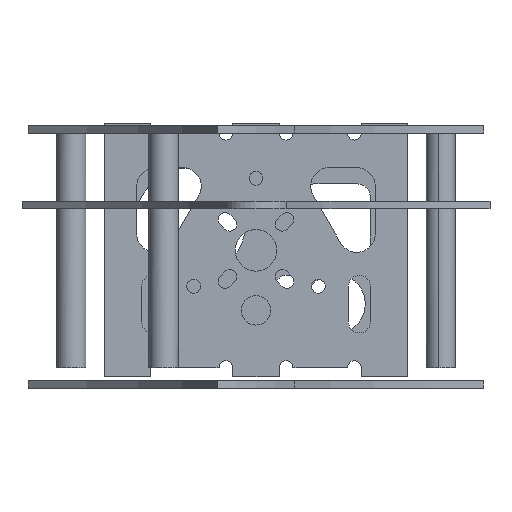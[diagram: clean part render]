
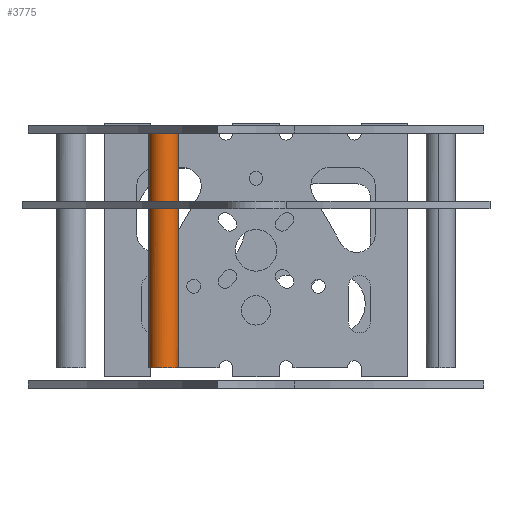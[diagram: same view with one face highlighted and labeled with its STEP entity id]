
A CAD part, front view. The second image highlights one B-rep face of the part: STEP entity #3775.
In plain terms, the highlighted cylindrical face has radius 3.175 mm (diameter 6.35 mm), a partial arc.
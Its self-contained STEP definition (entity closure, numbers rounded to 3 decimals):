
#1330=CYLINDRICAL_SURFACE('',#13542,3.175);
#1735=LINE('',#23937,#2746);
#1736=LINE('',#23938,#2747);
#2746=VECTOR('',#14863,1.);
#2747=VECTOR('',#14864,1.);
#3775=ADVANCED_FACE('',(#4478),#1330,.T.);
#4478=FACE_OUTER_BOUND('',#5094,.T.);
#5094=EDGE_LOOP('',(#6323,#6324,#6325,#6326));
#6323=ORIENTED_EDGE('',*,*,#11357,.F.);
#6324=ORIENTED_EDGE('',*,*,#11360,.F.);
#6325=ORIENTED_EDGE('',*,*,#11356,.F.);
#6326=ORIENTED_EDGE('',*,*,#11359,.F.);
#9971=VERTEX_POINT('',#23901);
#9972=VERTEX_POINT('',#23902);
#9973=VERTEX_POINT('',#23924);
#9974=VERTEX_POINT('',#23925);
#11356=EDGE_CURVE('',#9972,#9971,#13245,.T.);
#11357=EDGE_CURVE('',#9973,#9974,#13246,.T.);
#11359=EDGE_CURVE('',#9974,#9972,#1735,.T.);
#11360=EDGE_CURVE('',#9971,#9973,#1736,.T.);
#13245=B_SPLINE_CURVE_WITH_KNOTS('',3,(#23903,#23904,#23905,#23906,#23907,
#23908,#23909,#23910,#23911,#23912),.UNSPECIFIED.,.F.,.F.,(4,2,2,2,4),(0.,
0.25,0.5,0.75,1.),.UNSPECIFIED.);
#13246=B_SPLINE_CURVE_WITH_KNOTS('',3,(#23914,#23915,#23916,#23917,#23918,
#23919,#23920,#23921,#23922,#23923),.UNSPECIFIED.,.F.,.F.,(4,2,2,2,4),(0.,
0.25,0.5,0.75,1.),.UNSPECIFIED.);
#13542=AXIS2_PLACEMENT_3D('',#23940,#14867,#14868);
#14863=DIRECTION('',(0.,0.,-1.));
#14864=DIRECTION('',(0.,0.,1.));
#14867=DIRECTION('',(0.,0.,-1.));
#14868=DIRECTION('',(-1.,0.,0.));
#23901=CARTESIAN_POINT('',(-23.175,-20.,-13.75));
#23902=CARTESIAN_POINT('',(-16.825,-20.,-13.75));
#23903=CARTESIAN_POINT('',(-16.825,-20.,-13.75));
#23904=CARTESIAN_POINT('',(-16.825,-20.841,-13.75));
#23905=CARTESIAN_POINT('',(-17.166,-21.657,-13.75));
#23906=CARTESIAN_POINT('',(-18.344,-22.834,-13.75));
#23907=CARTESIAN_POINT('',(-19.168,-23.175,-13.75));
#23908=CARTESIAN_POINT('',(-20.832,-23.175,-13.75));
#23909=CARTESIAN_POINT('',(-21.657,-22.834,-13.75));
#23910=CARTESIAN_POINT('',(-22.834,-21.656,-13.75));
#23911=CARTESIAN_POINT('',(-23.175,-20.84,-13.75));
#23912=CARTESIAN_POINT('',(-23.175,-20.,-13.75));
#23914=CARTESIAN_POINT('',(-23.175,-20.,37.05));
#23915=CARTESIAN_POINT('',(-23.175,-20.84,37.05));
#23916=CARTESIAN_POINT('',(-22.834,-21.656,37.05));
#23917=CARTESIAN_POINT('',(-21.657,-22.834,37.05));
#23918=CARTESIAN_POINT('',(-20.832,-23.175,37.05));
#23919=CARTESIAN_POINT('',(-19.168,-23.175,37.05));
#23920=CARTESIAN_POINT('',(-18.344,-22.834,37.05));
#23921=CARTESIAN_POINT('',(-17.166,-21.657,37.05));
#23922=CARTESIAN_POINT('',(-16.825,-20.841,37.05));
#23923=CARTESIAN_POINT('',(-16.825,-20.,37.05));
#23924=CARTESIAN_POINT('',(-23.175,-20.,37.05));
#23925=CARTESIAN_POINT('',(-16.825,-20.,37.05));
#23937=CARTESIAN_POINT('',(-16.825,-20.,6000037.05));
#23938=CARTESIAN_POINT('',(-23.175,-20.,6000037.05));
#23940=CARTESIAN_POINT('',(-20.,-20.,6000037.05));
